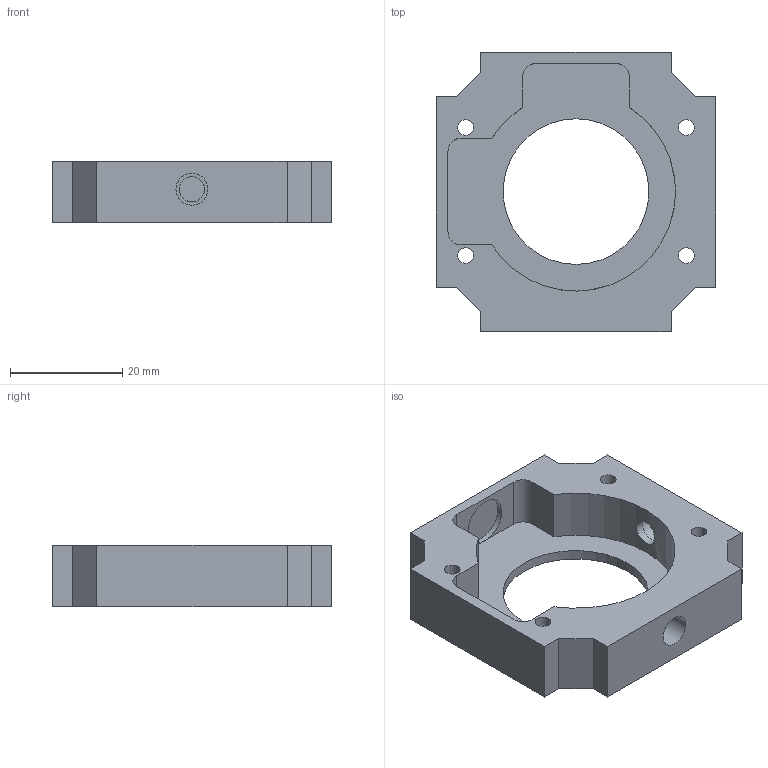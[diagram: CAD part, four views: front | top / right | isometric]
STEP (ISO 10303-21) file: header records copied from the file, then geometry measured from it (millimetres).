
FILE_DESCRIPTION(/* description */ (''),/* implementation_level */ '2;1');
FILE_NAME(/* name */ '20_Cube_Insert_XY_manipulator_base_v3.ipt.step',/* time_stamp */ '2022-11-29T08:10:21+01:00',/* author */ ('diederichbenedict'),/* organization */ (''),/* preprocessor_version */ 'ST-DEVELOPER v18.1',/* originating_system */ 'Autodesk Inventor 2022',/* authorisation */ '');
FILE_SCHEMA (('AUTOMOTIVE_DESIGN { 1 0 10303 214 3 1 1 }'));
Length unit declared in the file: millimetre
Products named in the file (1): 20_Cube_Insert_Filter_25mm
Bounding box: 49.8 x 49.8 x 11 mm (x, y, z)
Volume: 12079.2 mm3; surface area: 7535.1 mm2
Topology: 1 solids, 1 shells, 48 faces, 125 edges, 82 vertices
Faces by surface type: plane 31, cylinder 17
Full cylindrical faces by diameter (mm): 2.8 x4, 4.5 x2, 5.7 x2, 8.5 x2, 26 x1
Entity records: 1604 total; most frequent: CARTESIAN_POINT 322, DIRECTION 257, ORIENTED_EDGE 250, EDGE_CURVE 125, LINE 87, VECTOR 87, AXIS2_PLACEMENT_3D 85, VERTEX_POINT 82
